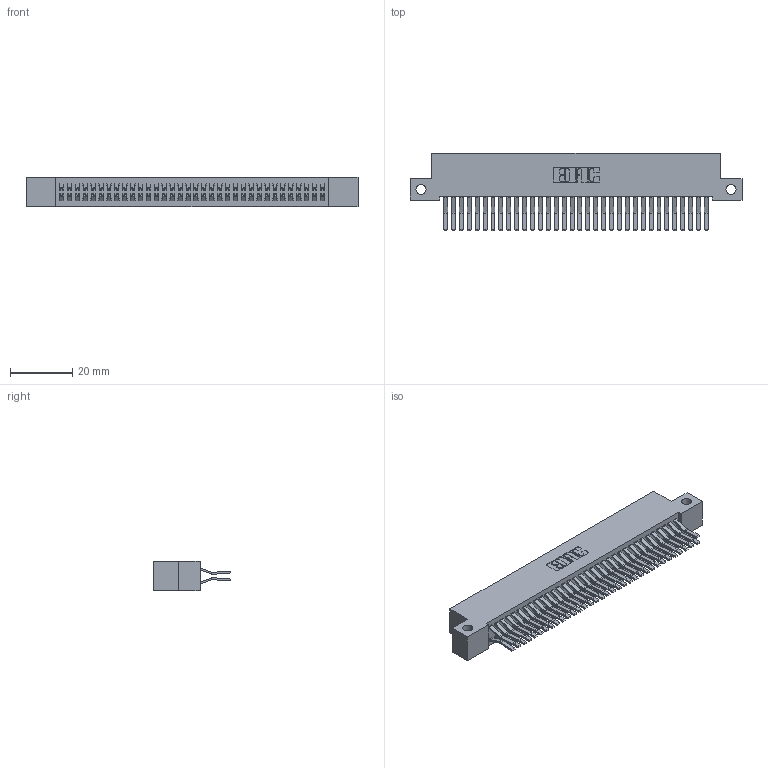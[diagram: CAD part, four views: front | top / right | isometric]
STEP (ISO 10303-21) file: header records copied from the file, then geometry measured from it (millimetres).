
FILE_DESCRIPTION (( 'STEP AP203' ), '1' );
FILE_NAME ('392-068-560-212.STEP', '2019-10-09T11:54:32', ( '' ), ( '' ), 'SwSTEP 2.0', 'SolidWorks 2016', '' );
FILE_SCHEMA (( 'CONFIG_CONTROL_DESIGN' ));
Length unit declared in the file: inch
Products named in the file (3): 342 Part_Side Mount; 345-292-001_560 Tail; 392-068-560-212
Assembly tree (69 placements, depth 2):
  392-068-560-212
    342 Part_Side Mount
    345-292-001_560 Tail  x68
Bounding box: 106.68 x 24.78 x 9.4 mm (x, y, z)
Volume: 9919.8 mm3; surface area: 16860.6 mm2
Topology: 69 solids, 69 shells, 3782 faces, 11247 edges, 7406 vertices
Faces by surface type: plane 2514, cylinder 1268
Entity records: 22867 total; most frequent: CARTESIAN_POINT 3798, ORIENTED_EDGE 3734, DIRECTION 3263, EDGE_CURVE 1867, LINE 1735, VECTOR 1735, VERTEX_POINT 1242, AXIS2_PLACEMENT_3D 764
